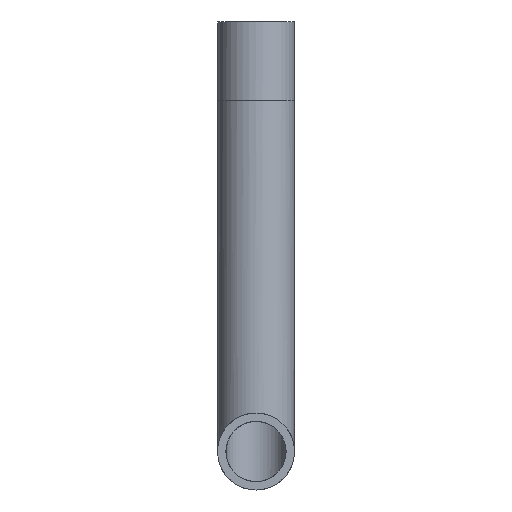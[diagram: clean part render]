
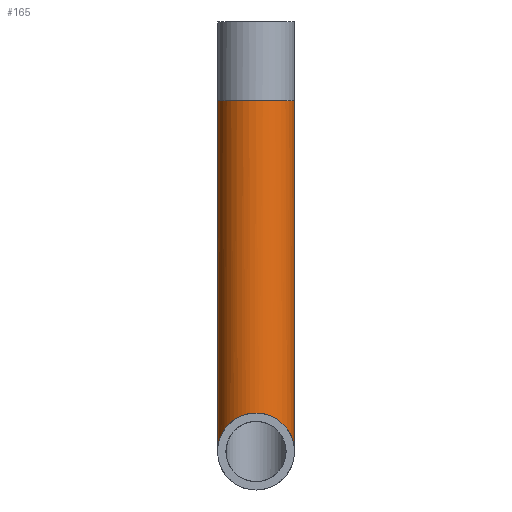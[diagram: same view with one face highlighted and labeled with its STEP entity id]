
A CAD part, front view. The second image highlights one B-rep face of the part: STEP entity #165.
In plain terms, the highlighted cylindrical face has radius 16.701 mm (diameter 33.401 mm), a full revolution.
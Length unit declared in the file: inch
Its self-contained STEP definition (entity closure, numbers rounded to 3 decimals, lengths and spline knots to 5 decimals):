
#38=ELLIPSE('',#221,0.92985,0.6575);
#39=ELLIPSE('',#222,0.92985,0.6575);
#44=CYLINDRICAL_SURFACE('',#220,0.6575);
#54=FACE_BOUND('',#84,.T.);
#66=FACE_OUTER_BOUND('',#83,.T.);
#83=EDGE_LOOP('',(#139,#140));
#84=EDGE_LOOP('',(#141));
#99=CIRCLE('',#218,0.6575);
#107=VERTEX_POINT('',#315);
#109=VERTEX_POINT('',#320);
#110=VERTEX_POINT('',#321);
#120=EDGE_CURVE('',#107,#107,#99,.T.);
#122=EDGE_CURVE('',#109,#110,#38,.T.);
#123=EDGE_CURVE('',#110,#109,#39,.T.);
#139=ORIENTED_EDGE('',*,*,#122,.F.);
#140=ORIENTED_EDGE('',*,*,#123,.F.);
#141=ORIENTED_EDGE('',*,*,#120,.T.);
#165=ADVANCED_FACE('',(#66,#54),#44,.T.);
#218=AXIS2_PLACEMENT_3D('',#316,#261,#262);
#220=AXIS2_PLACEMENT_3D('',#319,#265,#266);
#221=AXIS2_PLACEMENT_3D('',#322,#267,#268);
#222=AXIS2_PLACEMENT_3D('',#323,#269,#270);
#261=DIRECTION('center_axis',(0.,0.,1.));
#262=DIRECTION('ref_axis',(1.,0.,0.));
#265=DIRECTION('center_axis',(0.,0.,1.));
#266=DIRECTION('ref_axis',(1.,0.,0.));
#267=DIRECTION('center_axis',(0.,0.707,0.707));
#268=DIRECTION('ref_axis',(0.,0.707,-0.707));
#269=DIRECTION('center_axis',(0.,-0.707,0.707));
#270=DIRECTION('ref_axis',(0.,0.707,0.707));
#315=CARTESIAN_POINT('',(-0.6575,0.,0.));
#316=CARTESIAN_POINT('Origin',(0.,0.,0.));
#319=CARTESIAN_POINT('Origin',(0.,0.,0.));
#320=CARTESIAN_POINT('',(0.6575,0.,6.));
#321=CARTESIAN_POINT('',(-0.6575,0.,6.));
#322=CARTESIAN_POINT('Origin',(0.,0.,6.));
#323=CARTESIAN_POINT('Origin',(0.,0.,6.));
